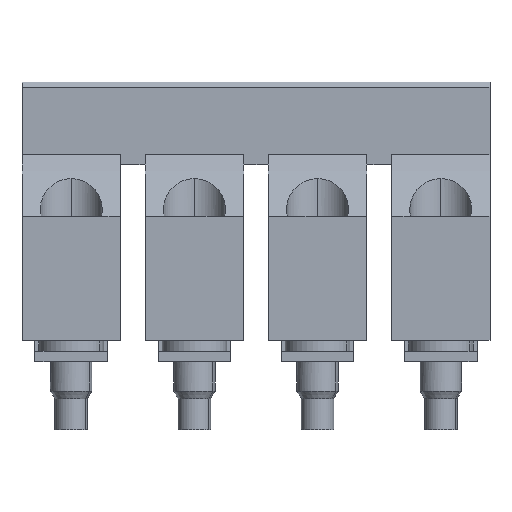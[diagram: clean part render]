
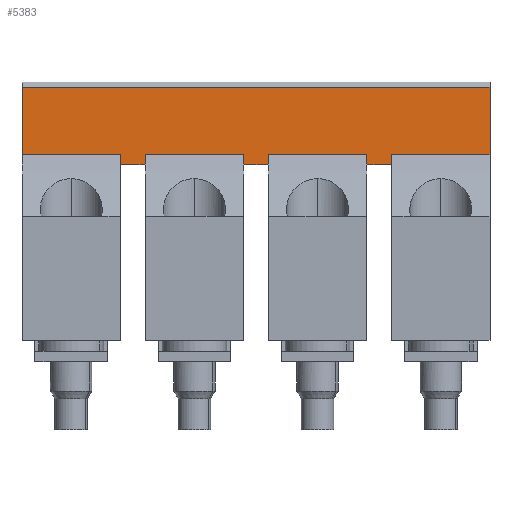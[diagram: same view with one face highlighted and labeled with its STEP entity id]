
A CAD part, front view. The second image highlights one B-rep face of the part: STEP entity #5383.
In plain terms, the highlighted planar face has unit normal (0, -1, 0).
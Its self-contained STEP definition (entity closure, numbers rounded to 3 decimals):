
#5274=AXIS2_PLACEMENT_3D('Plane Axis2P3D',#5271,#5272,#5273) ;
#5007=CARTESIAN_POINT('Line Origine',(28.55,8.2,26.565)) ;
#5011=CARTESIAN_POINT('Vertex',(23.8,8.2,26.565)) ;
#5013=CARTESIAN_POINT('Vertex',(33.3,8.2,26.565)) ;
#5047=CARTESIAN_POINT('Line Origine',(33.3,8.2,26.082)) ;
#5051=CARTESIAN_POINT('Vertex',(33.3,8.2,25.6)) ;
#5204=CARTESIAN_POINT('Line Origine',(23.8,8.2,26.082)) ;
#5208=CARTESIAN_POINT('Vertex',(23.8,8.2,25.6)) ;
#5271=CARTESIAN_POINT('Axis2P3D Location',(116.6,8.2,33.1)) ;
#5276=CARTESIAN_POINT('Line Origine',(22.6,8.2,33.1)) ;
#5280=CARTESIAN_POINT('Vertex',(45.2,8.2,33.1)) ;
#5282=CARTESIAN_POINT('Vertex',(0.,8.2,33.1)) ;
#5285=CARTESIAN_POINT('Line Origine',(0.,8.2,29.832)) ;
#5289=CARTESIAN_POINT('Vertex',(0.,8.2,26.565)) ;
#5292=CARTESIAN_POINT('Line Origine',(4.75,8.2,26.565)) ;
#5296=CARTESIAN_POINT('Vertex',(9.5,8.2,26.565)) ;
#5299=CARTESIAN_POINT('Line Origine',(9.5,8.2,26.082)) ;
#5303=CARTESIAN_POINT('Vertex',(9.5,8.2,25.6)) ;
#5306=CARTESIAN_POINT('Line Origine',(10.7,8.2,25.6)) ;
#5310=CARTESIAN_POINT('Vertex',(11.9,8.2,25.6)) ;
#5313=CARTESIAN_POINT('Line Origine',(11.9,8.2,26.082)) ;
#5317=CARTESIAN_POINT('Vertex',(11.9,8.2,26.565)) ;
#5320=CARTESIAN_POINT('Line Origine',(16.65,8.2,26.565)) ;
#5324=CARTESIAN_POINT('Vertex',(21.4,8.2,26.565)) ;
#5327=CARTESIAN_POINT('Line Origine',(21.4,8.2,26.082)) ;
#5331=CARTESIAN_POINT('Vertex',(21.4,8.2,25.6)) ;
#5334=CARTESIAN_POINT('Line Origine',(22.6,8.2,25.6)) ;
#5339=CARTESIAN_POINT('Line Origine',(34.5,8.2,25.6)) ;
#5343=CARTESIAN_POINT('Vertex',(35.7,8.2,25.6)) ;
#5346=CARTESIAN_POINT('Line Origine',(35.7,8.2,26.082)) ;
#5350=CARTESIAN_POINT('Vertex',(35.7,8.2,26.565)) ;
#5353=CARTESIAN_POINT('Line Origine',(40.45,8.2,26.565)) ;
#5357=CARTESIAN_POINT('Vertex',(45.2,8.2,26.565)) ;
#5360=CARTESIAN_POINT('Line Origine',(45.2,8.2,29.832)) ;
#5008=DIRECTION('Vector Direction',(1.,0.,0.)) ;
#5048=DIRECTION('Vector Direction',(0.,0.,-1.)) ;
#5205=DIRECTION('Vector Direction',(0.,0.,-1.)) ;
#5272=DIRECTION('Axis2P3D Direction',(0.,-1.,0.)) ;
#5273=DIRECTION('Axis2P3D XDirection',(0.,0.,-1.)) ;
#5277=DIRECTION('Vector Direction',(-1.,0.,0.)) ;
#5286=DIRECTION('Vector Direction',(0.,0.,-1.)) ;
#5293=DIRECTION('Vector Direction',(1.,0.,0.)) ;
#5300=DIRECTION('Vector Direction',(0.,0.,-1.)) ;
#5307=DIRECTION('Vector Direction',(1.,0.,0.)) ;
#5314=DIRECTION('Vector Direction',(0.,0.,-1.)) ;
#5321=DIRECTION('Vector Direction',(1.,0.,0.)) ;
#5328=DIRECTION('Vector Direction',(0.,0.,-1.)) ;
#5335=DIRECTION('Vector Direction',(1.,0.,0.)) ;
#5340=DIRECTION('Vector Direction',(1.,0.,0.)) ;
#5347=DIRECTION('Vector Direction',(0.,0.,-1.)) ;
#5354=DIRECTION('Vector Direction',(1.,0.,0.)) ;
#5361=DIRECTION('Vector Direction',(0.,0.,-1.)) ;
#5009=VECTOR('Line Direction',#5008,1.) ;
#5049=VECTOR('Line Direction',#5048,1.) ;
#5206=VECTOR('Line Direction',#5205,1.) ;
#5278=VECTOR('Line Direction',#5277,1.) ;
#5287=VECTOR('Line Direction',#5286,1.) ;
#5294=VECTOR('Line Direction',#5293,1.) ;
#5301=VECTOR('Line Direction',#5300,1.) ;
#5308=VECTOR('Line Direction',#5307,1.) ;
#5315=VECTOR('Line Direction',#5314,1.) ;
#5322=VECTOR('Line Direction',#5321,1.) ;
#5329=VECTOR('Line Direction',#5328,1.) ;
#5336=VECTOR('Line Direction',#5335,1.) ;
#5341=VECTOR('Line Direction',#5340,1.) ;
#5348=VECTOR('Line Direction',#5347,1.) ;
#5355=VECTOR('Line Direction',#5354,1.) ;
#5362=VECTOR('Line Direction',#5361,1.) ;
#5366=ORIENTED_EDGE('',*,*,#5284,.T.) ;
#5367=ORIENTED_EDGE('',*,*,#5291,.T.) ;
#5368=ORIENTED_EDGE('',*,*,#5298,.T.) ;
#5369=ORIENTED_EDGE('',*,*,#5305,.T.) ;
#5370=ORIENTED_EDGE('',*,*,#5312,.F.) ;
#5371=ORIENTED_EDGE('',*,*,#5319,.F.) ;
#5372=ORIENTED_EDGE('',*,*,#5326,.T.) ;
#5373=ORIENTED_EDGE('',*,*,#5333,.T.) ;
#5374=ORIENTED_EDGE('',*,*,#5338,.F.) ;
#5375=ORIENTED_EDGE('',*,*,#5210,.F.) ;
#5376=ORIENTED_EDGE('',*,*,#5015,.T.) ;
#5377=ORIENTED_EDGE('',*,*,#5053,.T.) ;
#5378=ORIENTED_EDGE('',*,*,#5345,.F.) ;
#5379=ORIENTED_EDGE('',*,*,#5352,.F.) ;
#5380=ORIENTED_EDGE('',*,*,#5359,.T.) ;
#5381=ORIENTED_EDGE('',*,*,#5364,.F.) ;
#5383=ADVANCED_FACE('ISTE WQV16/4',(#5382),#5275,.T.) ;
#5015=EDGE_CURVE('',#5012,#5014,#5010,.T.) ;
#5053=EDGE_CURVE('',#5014,#5052,#5050,.T.) ;
#5210=EDGE_CURVE('',#5012,#5209,#5207,.T.) ;
#5284=EDGE_CURVE('',#5281,#5283,#5279,.T.) ;
#5291=EDGE_CURVE('',#5283,#5290,#5288,.T.) ;
#5298=EDGE_CURVE('',#5290,#5297,#5295,.T.) ;
#5305=EDGE_CURVE('',#5297,#5304,#5302,.T.) ;
#5312=EDGE_CURVE('',#5311,#5304,#5309,.F.) ;
#5319=EDGE_CURVE('',#5318,#5311,#5316,.T.) ;
#5326=EDGE_CURVE('',#5318,#5325,#5323,.T.) ;
#5333=EDGE_CURVE('',#5325,#5332,#5330,.T.) ;
#5338=EDGE_CURVE('',#5209,#5332,#5337,.F.) ;
#5345=EDGE_CURVE('',#5344,#5052,#5342,.F.) ;
#5352=EDGE_CURVE('',#5351,#5344,#5349,.T.) ;
#5359=EDGE_CURVE('',#5351,#5358,#5356,.T.) ;
#5364=EDGE_CURVE('',#5281,#5358,#5363,.T.) ;
#5365=EDGE_LOOP('',(#5366,#5367,#5368,#5369,#5370,#5371,#5372,#5373,#5374,#5375,#5376,#5377,#5378,#5379,#5380,#5381)) ;
#5382=FACE_OUTER_BOUND('',#5365,.T.) ;
#5010=LINE('Line',#5007,#5009) ;
#5050=LINE('Line',#5047,#5049) ;
#5207=LINE('Line',#5204,#5206) ;
#5279=LINE('Line',#5276,#5278) ;
#5288=LINE('Line',#5285,#5287) ;
#5295=LINE('Line',#5292,#5294) ;
#5302=LINE('Line',#5299,#5301) ;
#5309=LINE('Line',#5306,#5308) ;
#5316=LINE('Line',#5313,#5315) ;
#5323=LINE('Line',#5320,#5322) ;
#5330=LINE('Line',#5327,#5329) ;
#5337=LINE('Line',#5334,#5336) ;
#5342=LINE('Line',#5339,#5341) ;
#5349=LINE('Line',#5346,#5348) ;
#5356=LINE('Line',#5353,#5355) ;
#5363=LINE('Line',#5360,#5362) ;
#5275=PLANE('',#5274) ;
#5012=VERTEX_POINT('',#5011) ;
#5014=VERTEX_POINT('',#5013) ;
#5052=VERTEX_POINT('',#5051) ;
#5209=VERTEX_POINT('',#5208) ;
#5281=VERTEX_POINT('',#5280) ;
#5283=VERTEX_POINT('',#5282) ;
#5290=VERTEX_POINT('',#5289) ;
#5297=VERTEX_POINT('',#5296) ;
#5304=VERTEX_POINT('',#5303) ;
#5311=VERTEX_POINT('',#5310) ;
#5318=VERTEX_POINT('',#5317) ;
#5325=VERTEX_POINT('',#5324) ;
#5332=VERTEX_POINT('',#5331) ;
#5344=VERTEX_POINT('',#5343) ;
#5351=VERTEX_POINT('',#5350) ;
#5358=VERTEX_POINT('',#5357) ;
